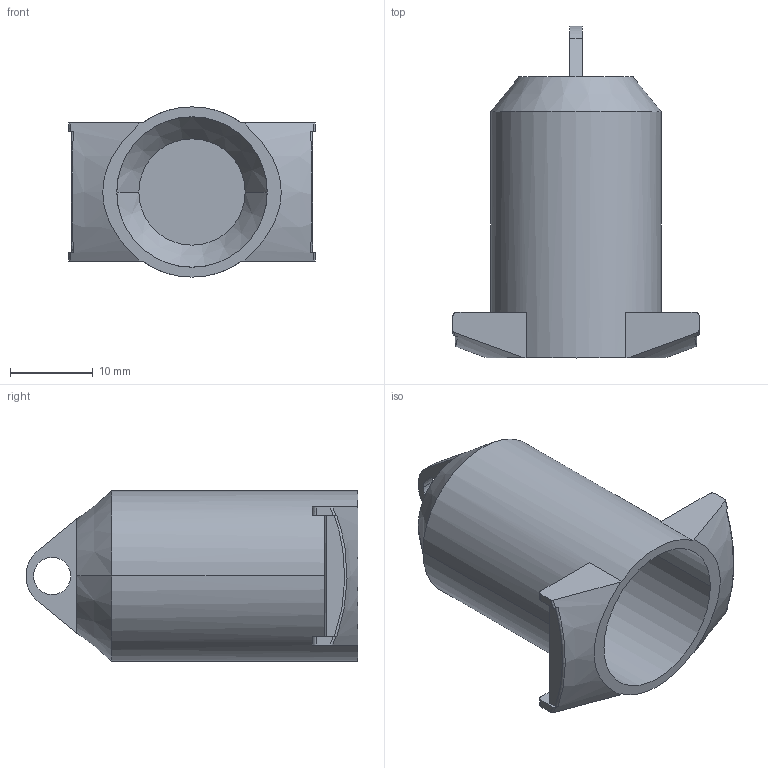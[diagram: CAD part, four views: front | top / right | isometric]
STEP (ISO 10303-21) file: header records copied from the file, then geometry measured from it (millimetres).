
FILE_DESCRIPTION(('Creo Elements/Direct Modeling STEP Export'),'2;1');
FILE_NAME('model.stp','2018-11-09T10:15:48',(''),(''),'Creo Elements/Direct Modeling STEP processor for AP214 (Solid Model)','Creo Elements/Direct Modeling 18.1I 14-Aug-2016 (C) Parametric Technology GmbH','');
FILE_SCHEMA(('AUTOMOTIVE_DESIGN { 1 0 10303 214 1 1 1 1 }'));
Length unit declared in the file: millimetre
Products named in the file (2): VS-SCRJ-PC_RAL7042; VS-SCRJ-PC_GY
Assembly tree (1 placements, depth 2):
  VS-SCRJ-PC_GY
    VS-SCRJ-PC_RAL7042
Bounding box: 29.8 x 40.15 x 20.6 mm (x, y, z)
Volume: 3303.2 mm3; surface area: 5051.5 mm2
Topology: 1 solids, 1 shells, 60 faces, 158 edges, 102 vertices
Faces by surface type: plane 30, cylinder 12, bspline 9, extrusion 5, cone 4
Entity records: 4446 total; most frequent: CARTESIAN_POINT 2606, ORIENTED_EDGE 316, DIRECTION 209, EDGE_CURVE 158, VERTEX_POINT 102, VECTOR 79, LINE 74, AXIS2_PLACEMENT_3D 65
